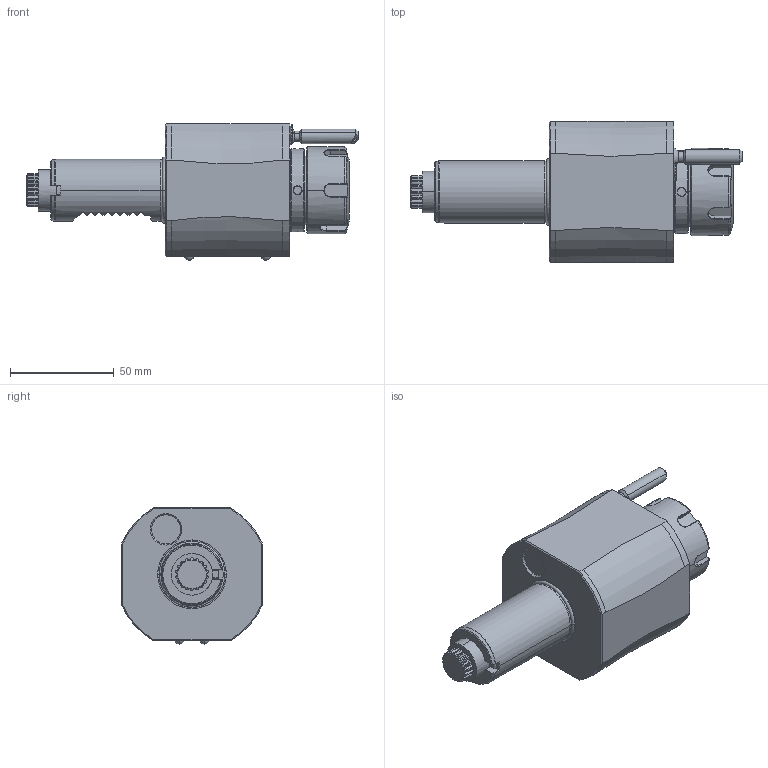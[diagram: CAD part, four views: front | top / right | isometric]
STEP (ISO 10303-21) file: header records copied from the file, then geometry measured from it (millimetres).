
FILE_DESCRIPTION((''),'2;1');
FILE_NAME('NGT1_30_131_25_1','2017-03-10T',('vali'),('NOVA GRUP'),'PRO/ENGINEER BY PARAMETRIC TECHNOLOGY CORPORATION, 2010280','PRO/ENGINEER BY PARAMETRIC TECHNOLOGY CORPORATION, 2010280','');
FILE_SCHEMA(('CONFIG_CONTROL_DESIGN'));
Length unit declared in the file: millimetre
Products named in the file (1): NGT1_30_131_25_1
Bounding box: 159.83 x 68 x 65.6 mm (x, y, z)
Volume: 308239.4 mm3; surface area: 34880.9 mm2
Topology: 1 solids, 1 shells, 342 faces, 895 edges, 568 vertices
Faces by surface type: cylinder 132, plane 99, cone 47, bspline 42, torus 16, sphere 6
Entity records: 15378 total; most frequent: CARTESIAN_POINT 7503, ORIENTED_EDGE 1782, DIRECTION 1416, EDGE_CURVE 891, VERTEX_POINT 568, AXIS2_PLACEMENT_3D 537, EDGE_LOOP 359, VECTOR 342
